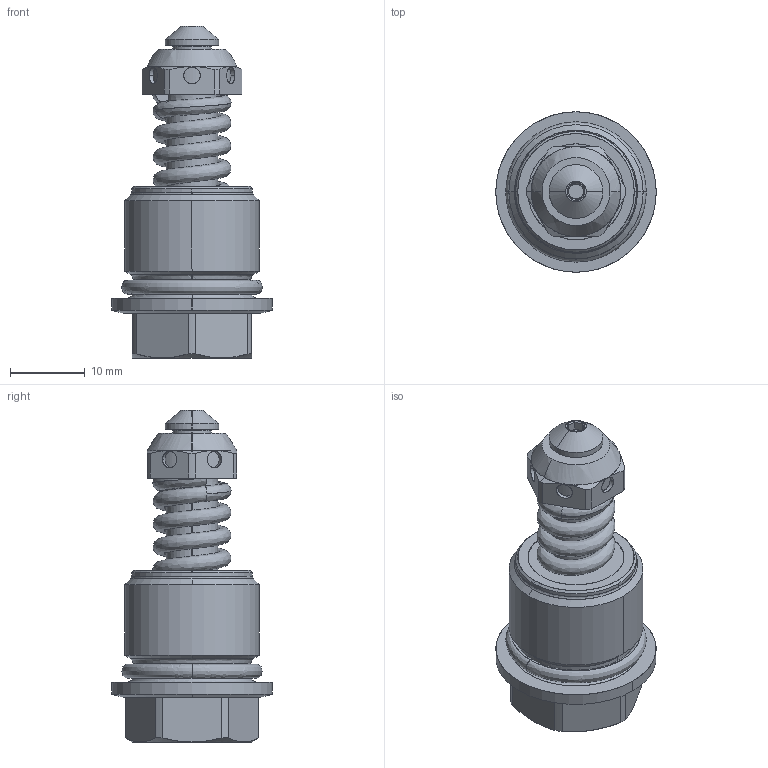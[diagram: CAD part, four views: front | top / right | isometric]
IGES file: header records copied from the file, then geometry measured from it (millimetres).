
Start section: SolidWorks IGES file using analytic representation for surfaces
Global section: file name: K041.795-800.IGS; native system: SolidWorks 2016; preprocessor: SolidWorks 2016; author: Neubauer; date: 170405.143052; units: millimetre
Bounding box: 21.5 x 21.5 x 44.5 mm (x, y, z)
Surface area: 3449.9 mm2 (no closed solid volume)
Topology: 0 solids, 0 shells, 139 faces, 2247 edges, 2247 vertices
Faces by surface type: revolution 89, bspline 50
